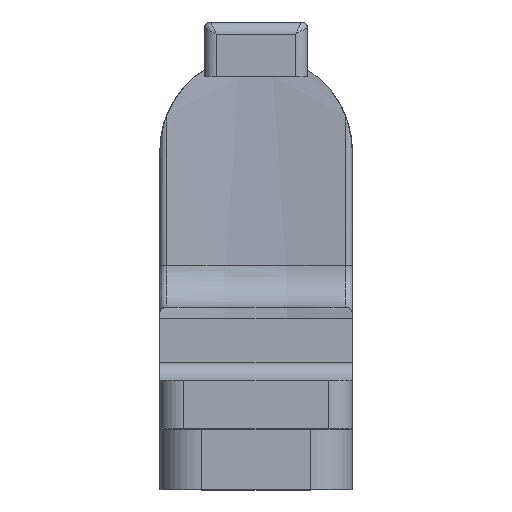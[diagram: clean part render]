
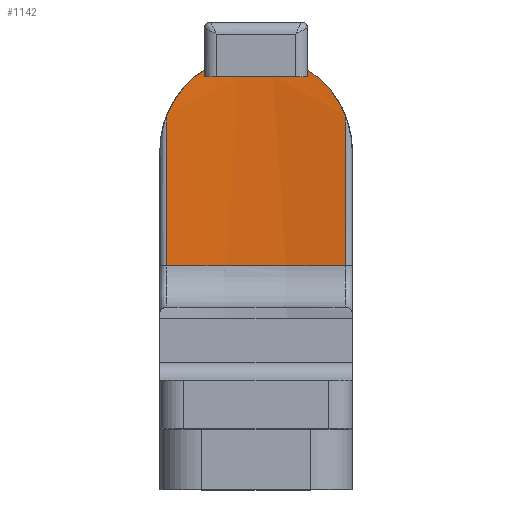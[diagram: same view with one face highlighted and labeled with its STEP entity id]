
A CAD part, top view. The second image highlights one B-rep face of the part: STEP entity #1142.
In plain terms, the highlighted cylindrical face has radius 49.35 mm (diameter 98.7 mm), a partial arc.
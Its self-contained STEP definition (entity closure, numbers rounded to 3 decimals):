
#53=B_SPLINE_CURVE_WITH_KNOTS('',3,(#2104,#2105,#2106,#2107,#2108,#2109,
#2110,#2111),.UNSPECIFIED.,.F.,.F.,(4,2,2,4),(-3.19,-3.019,
-2.717,-2.709),.UNSPECIFIED.);
#54=B_SPLINE_CURVE_WITH_KNOTS('',3,(#2119,#2120,#2121,#2122,#2123,#2124,
#2125,#2126),.UNSPECIFIED.,.F.,.F.,(4,2,2,4),(2.709,2.717,
3.019,3.19),.UNSPECIFIED.);
#131=FACE_OUTER_BOUND('',#198,.T.);
#198=EDGE_LOOP('',(#987,#988,#989,#990,#991,#992,#993,#994));
#250=LINE('',#1902,#332);
#274=LINE('',#2139,#356);
#279=LINE('',#2208,#361);
#285=LINE('',#2279,#367);
#332=VECTOR('',#1412,10.);
#356=VECTOR('',#1506,10.);
#361=VECTOR('',#1533,10.);
#367=VECTOR('',#1563,10.);
#435=CIRCLE('',#1274,49.35);
#436=CIRCLE('',#1275,49.35);
#498=VERTEX_POINT('',#1899);
#499=VERTEX_POINT('',#1901);
#525=VERTEX_POINT('',#2095);
#527=VERTEX_POINT('',#2117);
#528=VERTEX_POINT('',#2118);
#529=VERTEX_POINT('',#2137);
#537=VERTEX_POINT('',#2207);
#545=VERTEX_POINT('',#2271);
#620=EDGE_CURVE('',#498,#499,#250,.T.);
#665=EDGE_CURVE('',#499,#525,#53,.T.);
#668=EDGE_CURVE('',#527,#528,#54,.T.);
#672=EDGE_CURVE('',#529,#527,#274,.T.);
#685=EDGE_CURVE('',#528,#537,#279,.T.);
#700=EDGE_CURVE('',#525,#545,#285,.T.);
#705=EDGE_CURVE('',#498,#537,#435,.T.);
#706=EDGE_CURVE('',#545,#529,#436,.T.);
#987=ORIENTED_EDGE('',*,*,#665,.F.);
#988=ORIENTED_EDGE('',*,*,#620,.F.);
#989=ORIENTED_EDGE('',*,*,#705,.T.);
#990=ORIENTED_EDGE('',*,*,#685,.F.);
#991=ORIENTED_EDGE('',*,*,#668,.F.);
#992=ORIENTED_EDGE('',*,*,#672,.F.);
#993=ORIENTED_EDGE('',*,*,#706,.F.);
#994=ORIENTED_EDGE('',*,*,#700,.F.);
#1087=CYLINDRICAL_SURFACE('',#1273,49.35);
#1142=ADVANCED_FACE('',(#131),#1087,.F.);
#1273=AXIS2_PLACEMENT_3D('',#2288,#1574,#1575);
#1274=AXIS2_PLACEMENT_3D('',#2289,#1576,#1577);
#1275=AXIS2_PLACEMENT_3D('',#2290,#1578,#1579);
#1412=DIRECTION('',(0.,1.,0.));
#1506=DIRECTION('',(0.,1.,0.));
#1533=DIRECTION('',(0.,-1.,0.));
#1563=DIRECTION('',(0.,-1.,0.));
#1574=DIRECTION('center_axis',(0.,1.,0.));
#1575=DIRECTION('ref_axis',(-1.,0.,0.));
#1576=DIRECTION('center_axis',(0.,1.,0.));
#1577=DIRECTION('ref_axis',(-1.,0.,0.));
#1578=DIRECTION('center_axis',(0.,1.,0.));
#1579=DIRECTION('ref_axis',(-1.,0.,0.));
#1899=CARTESIAN_POINT('',(4.288,-5.05,-49.113));
#1901=CARTESIAN_POINT('',(4.288,-4.437,-49.113));
#1902=CARTESIAN_POINT('',(4.288,-25.25,-49.113));
#2095=CARTESIAN_POINT('',(7.425,-8.212,-48.738));
#2104=CARTESIAN_POINT('Ctrl Pts',(4.288,-4.437,-49.113));
#2105=CARTESIAN_POINT('Ctrl Pts',(4.793,-4.758,-49.069));
#2106=CARTESIAN_POINT('Ctrl Pts',(5.255,-5.132,-49.021));
#2107=CARTESIAN_POINT('Ctrl Pts',(6.366,-6.243,-48.893));
#2108=CARTESIAN_POINT('Ctrl Pts',(6.982,-7.142,-48.805));
#2109=CARTESIAN_POINT('Ctrl Pts',(7.402,-8.155,-48.742));
#2110=CARTESIAN_POINT('Ctrl Pts',(7.413,-8.183,-48.74));
#2111=CARTESIAN_POINT('Ctrl Pts',(7.425,-8.212,-48.738));
#2117=CARTESIAN_POINT('',(-7.425,-8.212,-48.738));
#2118=CARTESIAN_POINT('',(-4.288,-4.437,-49.113));
#2119=CARTESIAN_POINT('Ctrl Pts',(-7.425,-8.212,-48.738));
#2120=CARTESIAN_POINT('Ctrl Pts',(-7.413,-8.183,-48.74));
#2121=CARTESIAN_POINT('Ctrl Pts',(-7.402,-8.155,-48.742));
#2122=CARTESIAN_POINT('Ctrl Pts',(-6.982,-7.142,-48.805));
#2123=CARTESIAN_POINT('Ctrl Pts',(-6.366,-6.243,-48.893));
#2124=CARTESIAN_POINT('Ctrl Pts',(-5.255,-5.132,-49.021));
#2125=CARTESIAN_POINT('Ctrl Pts',(-4.793,-4.758,-49.069));
#2126=CARTESIAN_POINT('Ctrl Pts',(-4.288,-4.437,-49.113));
#2137=CARTESIAN_POINT('',(-7.425,-20.75,-48.738));
#2139=CARTESIAN_POINT('',(-7.425,-25.25,-48.738));
#2207=CARTESIAN_POINT('',(-4.288,-5.05,-49.113));
#2208=CARTESIAN_POINT('',(-4.288,-25.25,-49.113));
#2271=CARTESIAN_POINT('',(7.425,-20.75,-48.738));
#2279=CARTESIAN_POINT('',(7.425,-25.25,-48.738));
#2288=CARTESIAN_POINT('Origin',(0.,-25.25,0.05));
#2289=CARTESIAN_POINT('Origin',(0.,-5.05,0.05));
#2290=CARTESIAN_POINT('Origin',(0.,-20.75,0.05));
